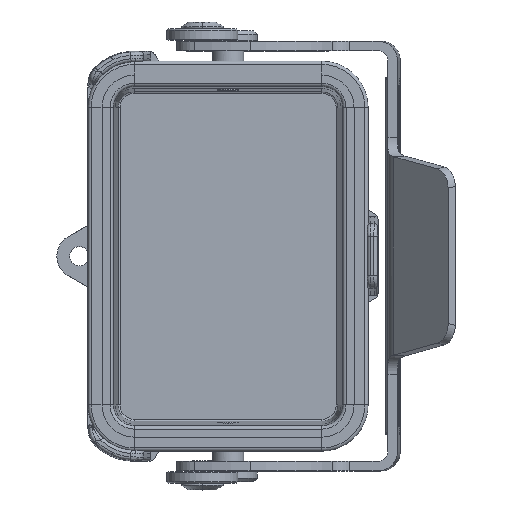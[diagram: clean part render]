
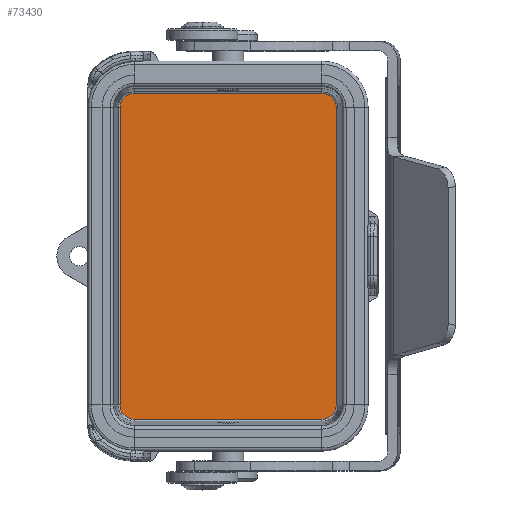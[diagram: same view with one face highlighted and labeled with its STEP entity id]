
A CAD part, top view. The second image highlights one B-rep face of the part: STEP entity #73430.
In plain terms, the highlighted planar face has unit normal (0, 0, 1).
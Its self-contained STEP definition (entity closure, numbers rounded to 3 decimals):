
#15680=CARTESIAN_POINT('',(-14.5,8.219,-9.5));
#15690=VERTEX_POINT('',#15680);
#15720=CARTESIAN_POINT('',(-14.5,6.001,-9.5));
#15730=DIRECTION('',(0.,0.,1.));
#15740=DIRECTION('',(-1.,0.,0.));
#15750=AXIS2_PLACEMENT_3D('',#15720,#15730,#15740);
#15760=CIRCLE('',#15750,2.217);
#15770=CARTESIAN_POINT('',(-16.717,6.001,
-9.5));
#15780=VERTEX_POINT('',#15770);
#15790=EDGE_CURVE('',#15690,#15780,#15760,.T.);
#35810=CARTESIAN_POINT('',(16.717,6.001,-9.5));
#35820=VERTEX_POINT('',#35810);
#35850=CARTESIAN_POINT('',(14.5,6.001,-9.5));
#35860=DIRECTION('',(0.,0.,-1.));
#35870=DIRECTION('',(1.,0.,0.));
#35880=AXIS2_PLACEMENT_3D('',#35850,#35860,#35870);
#35890=CIRCLE('',#35880,2.217);
#35900=CARTESIAN_POINT('',(14.5,8.219,-9.5));
#35910=VERTEX_POINT('',#35900);
#35920=EDGE_CURVE('',#35910,#35820,#35890,.T.);
#37590=CARTESIAN_POINT('',(-14.5,8.219,-9.5));
#37600=DIRECTION('',(1.,0.,0.));
#37610=VECTOR('',#37600,1.);
#37620=LINE('',#37590,#37610);
#37630=EDGE_CURVE('',#15690,#35910,#37620,.T.);
#53370=CARTESIAN_POINT('',(16.717,-39.999,-9.5));
#53380=VERTEX_POINT('',#53370);
#53430=CARTESIAN_POINT('',(16.717,-99.999,-9.5));
#53440=DIRECTION('',(0.,1.,0.));
#53450=VECTOR('',#53440,1.);
#53460=LINE('',#53430,#53450);
#53470=EDGE_CURVE('',#53380,#35820,#53460,.T.);
#72170=CARTESIAN_POINT('',(-14.5,-42.216,-9.5));
#72180=VERTEX_POINT('',#72170);
#72210=CARTESIAN_POINT('',(-14.5,-42.216,-9.5));
#72220=DIRECTION('',(1.,0.,0.));
#72230=VECTOR('',#72220,1.);
#72240=LINE('',#72210,#72230);
#72250=CARTESIAN_POINT('',(14.5,-42.216,-9.5));
#72260=VERTEX_POINT('',#72250);
#72270=EDGE_CURVE('',#72180,#72260,#72240,.T.);
#72530=CARTESIAN_POINT('',(14.5,-39.999,-9.5));
#72540=DIRECTION('',(0.,0.,1.));
#72550=DIRECTION('',(1.,0.,0.));
#72560=AXIS2_PLACEMENT_3D('',#72530,#72540,#72550);
#72570=CIRCLE('',#72560,2.217);
#72580=EDGE_CURVE('',#72260,#53380,#72570,.T.);
#72770=CARTESIAN_POINT('',(-16.717,6.001,-9.5));
#72780=DIRECTION('',(0.,-1.,0.));
#72790=VECTOR('',#72780,1.);
#72800=LINE('',#72770,#72790);
#72810=CARTESIAN_POINT('',(-16.717,-39.999,
-9.5));
#72820=VERTEX_POINT('',#72810);
#72830=EDGE_CURVE('',#15780,#72820,#72800,.T.);
#73100=CARTESIAN_POINT('',(-14.5,-39.999,-9.5));
#73110=DIRECTION('',(0.,0.,-1.));
#73120=DIRECTION('',(-1.,0.,0.));
#73130=AXIS2_PLACEMENT_3D('',#73100,#73110,#73120);
#73140=CIRCLE('',#73130,2.217);
#73150=EDGE_CURVE('',#72180,#72820,#73140,.T.);
#73280=CARTESIAN_POINT('',(18.389,26.742,
-9.5));
#73290=DIRECTION('',(0.,0.,-1.));
#73300=DIRECTION('',(1.,0.,0.));
#73310=AXIS2_PLACEMENT_3D('',#73280,#73290,#73300);
#73320=PLANE('',#73310);
#73330=ORIENTED_EDGE('',*,*,#15790,.T.);
#73340=ORIENTED_EDGE('',*,*,#37630,.F.);
#73350=ORIENTED_EDGE('',*,*,#35920,.F.);
#73360=ORIENTED_EDGE('',*,*,#53470,.T.);
#73370=ORIENTED_EDGE('',*,*,#72580,.T.);
#73380=ORIENTED_EDGE('',*,*,#72270,.T.);
#73390=ORIENTED_EDGE('',*,*,#73150,.F.);
#73400=ORIENTED_EDGE('',*,*,#72830,.T.);
#73410=EDGE_LOOP('',(#73400,#73390,#73380,#73370,#73360,#73350,#73340,
#73330));
#73420=FACE_OUTER_BOUND('',#73410,.T.);
#73430=ADVANCED_FACE('',(#73420),#73320,.F.);
